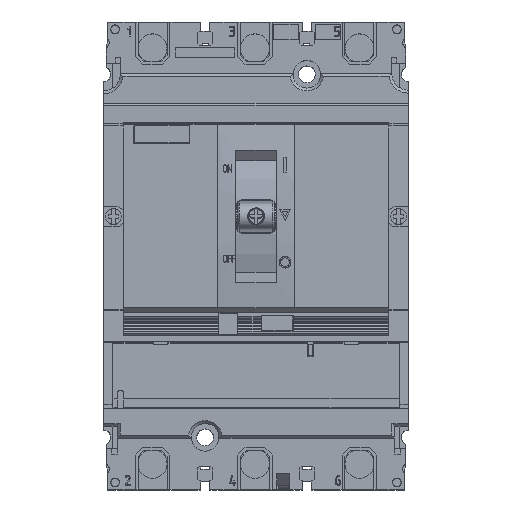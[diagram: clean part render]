
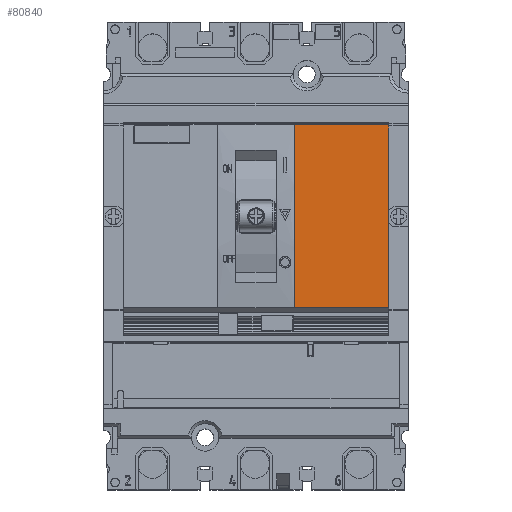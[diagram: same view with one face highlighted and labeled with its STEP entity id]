
A CAD part, top view. The second image highlights one B-rep face of the part: STEP entity #80840.
In plain terms, the highlighted planar face has unit normal (0, 0, 1).
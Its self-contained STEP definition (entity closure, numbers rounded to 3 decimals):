
#1037 = ORIENTED_EDGE ( 'NONE', *, *, #93391, .T. ) ;
#3632 = ORIENTED_EDGE ( 'NONE', *, *, #63579, .T. ) ;
#5577 = DIRECTION ( 'NONE',  ( 1., 0., 0. ) ) ;
#9246 = DIRECTION ( 'NONE',  ( -1., 0., 0. ) ) ;
#10341 = EDGE_LOOP ( 'NONE', ( #1037, #44313, #83357, #3632 ) ) ;
#11953 = VERTEX_POINT ( 'NONE', #87188 ) ;
#14681 = CARTESIAN_POINT ( 'NONE',  ( 45.75, -27.5, 97. ) ) ;
#21890 = DIRECTION ( 'NONE',  ( 0., 1., 0. ) ) ;
#22077 = FACE_OUTER_BOUND ( 'NONE', #10341, .T. ) ;
#22847 = LINE ( 'NONE', #89438, #52046 ) ;
#23023 = LINE ( 'NONE', #82781, #30944 ) ;
#25750 = CARTESIAN_POINT ( 'NONE',  ( -45.75, 45., 97. ) ) ;
#30720 = LINE ( 'NONE', #14681, #63262 ) ;
#30944 = VECTOR ( 'NONE', #75482, 1000. ) ;
#32808 = CARTESIAN_POINT ( 'NONE',  ( 45.75, -18., 97. ) ) ;
#43518 = VERTEX_POINT ( 'NONE', #94097 ) ;
#44313 = ORIENTED_EDGE ( 'NONE', *, *, #77554, .F. ) ;
#47229 = VERTEX_POINT ( 'NONE', #32808 ) ;
#47501 = EDGE_CURVE ( 'NONE', #52766, #47229, #23023, .T. ) ;
#50756 = CARTESIAN_POINT ( 'NONE',  ( 0., 0., 97. ) ) ;
#52046 = VECTOR ( 'NONE', #21890, 1000. ) ;
#52169 = PLANE ( 'NONE',  #70880 ) ;
#52766 = VERTEX_POINT ( 'NONE', #65690 ) ;
#58965 = DIRECTION ( 'NONE',  ( 0., 0., 1. ) ) ;
#63262 = VECTOR ( 'NONE', #66643, 1000. ) ;
#63579 = EDGE_CURVE ( 'NONE', #47229, #43518, #30720, .T. ) ;
#65690 = CARTESIAN_POINT ( 'NONE',  ( 13.25, -18., 97. ) ) ;
#66643 = DIRECTION ( 'NONE',  ( 0., 1., 0. ) ) ;
#67671 = VECTOR ( 'NONE', #9246, 1000. ) ;
#70880 = AXIS2_PLACEMENT_3D ( 'NONE', #50756, #58965, #5577 ) ;
#75482 = DIRECTION ( 'NONE',  ( 1., 0., 0. ) ) ;
#77554 = EDGE_CURVE ( 'NONE', #52766, #11953, #22847, .T. ) ;
#80840 = ADVANCED_FACE ( 'NONE', ( #22077 ), #52169, .T. ) ;
#82781 = CARTESIAN_POINT ( 'NONE',  ( 45.75, -18., 97. ) ) ;
#83357 = ORIENTED_EDGE ( 'NONE', *, *, #47501, .T. ) ;
#84549 = LINE ( 'NONE', #25750, #67671 ) ;
#87188 = CARTESIAN_POINT ( 'NONE',  ( 13.25, 45., 97. ) ) ;
#89438 = CARTESIAN_POINT ( 'NONE',  ( 13.25, 45., 97. ) ) ;
#93391 = EDGE_CURVE ( 'NONE', #43518, #11953, #84549, .T. ) ;
#94097 = CARTESIAN_POINT ( 'NONE',  ( 45.75, 45., 97. ) ) ;
